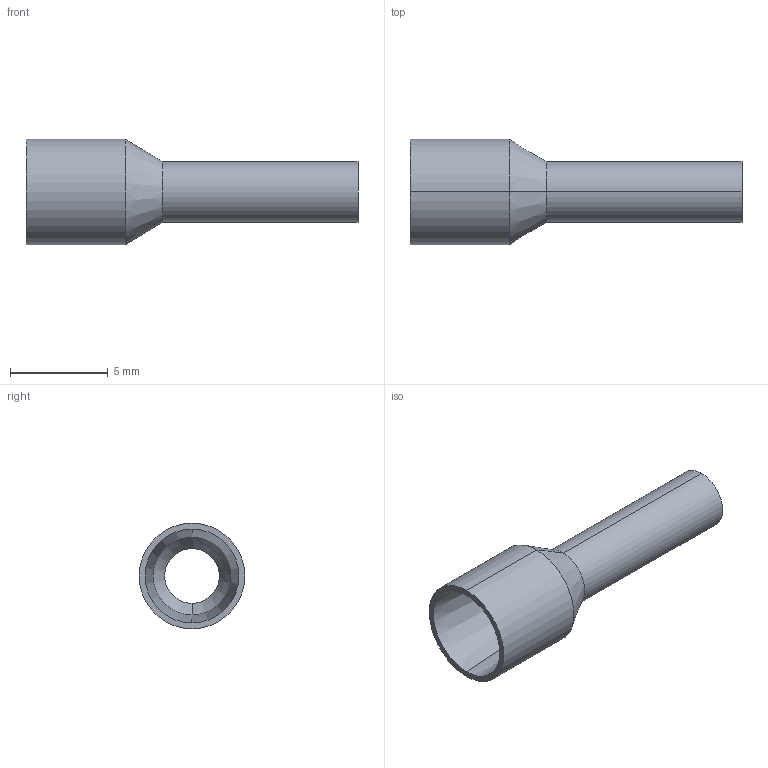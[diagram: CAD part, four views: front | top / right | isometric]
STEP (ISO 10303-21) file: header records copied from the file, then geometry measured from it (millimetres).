
FILE_DESCRIPTION (( 'STEP AP203' ), '1' );
FILE_NAME ('00508.STEP', '2025-03-12T19:52:27', ( '' ), ( '' ), 'SwSTEP 2.0', 'SolidWorks 2022', '' );
FILE_SCHEMA (( 'CONFIG_CONTROL_DESIGN' ));
Length unit declared in the file: millimetre
Products named in the file (1): 00508
Bounding box: 17 x 5.4 x 5.4 mm (x, y, z)
Volume: 66.6 mm3; surface area: 446.7 mm2
Topology: 2 solids, 2 shells, 24 faces, 48 edges, 26 vertices
Faces by surface type: cone 14, cylinder 8, plane 2
Entity records: 697 total; most frequent: DIRECTION 124, CARTESIAN_POINT 99, ORIENTED_EDGE 96, AXIS2_PLACEMENT_3D 51, EDGE_CURVE 48, VERTEX_POINT 26, CIRCLE 26, EDGE_LOOP 26
